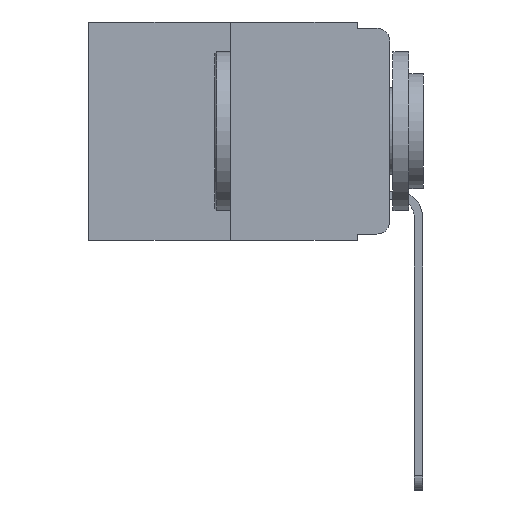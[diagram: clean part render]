
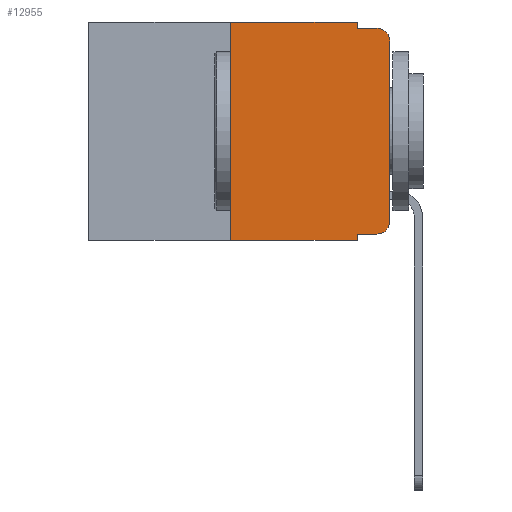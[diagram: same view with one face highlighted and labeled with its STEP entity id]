
A CAD part, left-side view. The second image highlights one B-rep face of the part: STEP entity #12955.
In plain terms, the highlighted planar face has unit normal (-1, 0, 0).
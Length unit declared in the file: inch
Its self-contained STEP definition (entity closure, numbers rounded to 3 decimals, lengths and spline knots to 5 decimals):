
#235 = DIRECTION ( 'NONE',  ( 0., -1., 0. ) ) ;
#876 = CARTESIAN_POINT ( 'NONE',  ( 0., 0.051, -0.333 ) ) ;
#974 = LINE ( 'NONE', #5189, #14369 ) ;
#1250 = CARTESIAN_POINT ( 'NONE',  ( 0., 0., 0. ) ) ;
#2387 = DIRECTION ( 'NONE',  ( -1., 0., 0. ) ) ;
#2395 = CARTESIAN_POINT ( 'NONE',  ( 0., 0.473, 0. ) ) ;
#3197 = FACE_OUTER_BOUND ( 'NONE', #6728, .T. ) ;
#3441 = ORIENTED_EDGE ( 'NONE', *, *, #13276, .T. ) ;
#3636 = EDGE_CURVE ( 'NONE', #22345, #16435, #11796, .T. ) ;
#3822 = VECTOR ( 'NONE', #19374, 39.37008 ) ;
#4422 = VERTEX_POINT ( 'NONE', #16850 ) ;
#4930 = DIRECTION ( 'NONE',  ( 0., 0., -1. ) ) ;
#5189 = CARTESIAN_POINT ( 'NONE',  ( 0., 0.25, 0. ) ) ;
#5230 = LINE ( 'NONE', #23605, #7894 ) ;
#5509 = ORIENTED_EDGE ( 'NONE', *, *, #17722, .T. ) ;
#6190 = VECTOR ( 'NONE', #6544, 39.37008 ) ;
#6544 = DIRECTION ( 'NONE',  ( 0., -1., 0. ) ) ;
#6728 = EDGE_LOOP ( 'NONE', ( #15288, #20684, #18161, #11729, #18819, #14919, #23120, #21698, #5509, #3441 ) ) ;
#6924 = AXIS2_PLACEMENT_3D ( 'NONE', #13780, #2387, #17370 ) ;
#6999 = EDGE_CURVE ( 'NONE', #12317, #4422, #12467, .T. ) ;
#7669 = VECTOR ( 'NONE', #235, 39.37008 ) ;
#7894 = VECTOR ( 'NONE', #12508, 39.37008 ) ;
#8222 = CIRCLE ( 'NONE', #6924, 0.02 ) ;
#8361 = EDGE_CURVE ( 'NONE', #18428, #16435, #12409, .T. ) ;
#8558 = CARTESIAN_POINT ( 'NONE',  ( 0., 0.051, -0.01 ) ) ;
#9023 = PLANE ( 'NONE',  #14231 ) ;
#9095 = CARTESIAN_POINT ( 'NONE',  ( 0., 0.473, 0. ) ) ;
#9273 = EDGE_CURVE ( 'NONE', #10623, #18715, #5230, .T. ) ;
#9280 = DIRECTION ( 'NONE',  ( 0., 0., -1. ) ) ;
#9502 = CIRCLE ( 'NONE', #13897, 0.02 ) ;
#9643 = LINE ( 'NONE', #16836, #12290 ) ;
#10623 = VERTEX_POINT ( 'NONE', #8558 ) ;
#10695 = LINE ( 'NONE', #2395, #3822 ) ;
#11162 = DIRECTION ( 'NONE',  ( 0., 0., 1. ) ) ;
#11332 = DIRECTION ( 'NONE',  ( -1., 0., 0. ) ) ;
#11729 = ORIENTED_EDGE ( 'NONE', *, *, #15875, .F. ) ;
#11796 = LINE ( 'NONE', #14716, #7669 ) ;
#11837 = VECTOR ( 'NONE', #16663, 39.37008 ) ;
#12290 = VECTOR ( 'NONE', #9280, 39.37008 ) ;
#12317 = VERTEX_POINT ( 'NONE', #14515 ) ;
#12408 = EDGE_CURVE ( 'NONE', #4422, #18715, #9502, .T. ) ;
#12409 = LINE ( 'NONE', #22188, #17168 ) ;
#12467 = LINE ( 'NONE', #1250, #11837 ) ;
#12508 = DIRECTION ( 'NONE',  ( 0., -1., 0. ) ) ;
#12857 = VERTEX_POINT ( 'NONE', #22089 ) ;
#12955 = ADVANCED_FACE ( 'NONE', ( #3197 ), #9023, .F. ) ;
#13085 = DIRECTION ( 'NONE',  ( 0., 0., -1. ) ) ;
#13276 = EDGE_CURVE ( 'NONE', #12857, #12317, #8222, .T. ) ;
#13780 = CARTESIAN_POINT ( 'NONE',  ( 0., 0.02, -0.313 ) ) ;
#13897 = AXIS2_PLACEMENT_3D ( 'NONE', #24506, #11332, #13085 ) ;
#13974 = CARTESIAN_POINT ( 'NONE',  ( 0., 0.051, -0.333 ) ) ;
#14231 = AXIS2_PLACEMENT_3D ( 'NONE', #9095, #18648, #18313 ) ;
#14253 = LINE ( 'NONE', #876, #6190 ) ;
#14369 = VECTOR ( 'NONE', #11162, 39.37008 ) ;
#14515 = CARTESIAN_POINT ( 'NONE',  ( 0., 0., -0.313 ) ) ;
#14716 = CARTESIAN_POINT ( 'NONE',  ( 0., 0.473, -0.343 ) ) ;
#14759 = CARTESIAN_POINT ( 'NONE',  ( 0., 0.051, 0. ) ) ;
#14919 = ORIENTED_EDGE ( 'NONE', *, *, #15799, .F. ) ;
#15288 = ORIENTED_EDGE ( 'NONE', *, *, #6999, .T. ) ;
#15799 = EDGE_CURVE ( 'NONE', #22345, #20946, #974, .T. ) ;
#15875 = EDGE_CURVE ( 'NONE', #22460, #10623, #9643, .T. ) ;
#16435 = VERTEX_POINT ( 'NONE', #16683 ) ;
#16663 = DIRECTION ( 'NONE',  ( 0., 0., 1. ) ) ;
#16683 = CARTESIAN_POINT ( 'NONE',  ( 0., 0.051, -0.343 ) ) ;
#16836 = CARTESIAN_POINT ( 'NONE',  ( 0., 0.051, 0. ) ) ;
#16850 = CARTESIAN_POINT ( 'NONE',  ( 0., 0., -0.03 ) ) ;
#17168 = VECTOR ( 'NONE', #4930, 39.37008 ) ;
#17370 = DIRECTION ( 'NONE',  ( 0., 0., -1. ) ) ;
#17594 = EDGE_CURVE ( 'NONE', #20946, #22460, #10695, .T. ) ;
#17722 = EDGE_CURVE ( 'NONE', #18428, #12857, #14253, .T. ) ;
#18161 = ORIENTED_EDGE ( 'NONE', *, *, #9273, .F. ) ;
#18313 = DIRECTION ( 'NONE',  ( 0., 0., -1. ) ) ;
#18428 = VERTEX_POINT ( 'NONE', #13974 ) ;
#18648 = DIRECTION ( 'NONE',  ( 1., 0., 0. ) ) ;
#18715 = VERTEX_POINT ( 'NONE', #19501 ) ;
#18819 = ORIENTED_EDGE ( 'NONE', *, *, #17594, .F. ) ;
#19374 = DIRECTION ( 'NONE',  ( 0., -1., 0. ) ) ;
#19501 = CARTESIAN_POINT ( 'NONE',  ( 0., 0.02, -0.01 ) ) ;
#19895 = CARTESIAN_POINT ( 'NONE',  ( 0., 0.25, 0. ) ) ;
#20003 = CARTESIAN_POINT ( 'NONE',  ( 0., 0.25, -0.343 ) ) ;
#20684 = ORIENTED_EDGE ( 'NONE', *, *, #12408, .T. ) ;
#20946 = VERTEX_POINT ( 'NONE', #19895 ) ;
#21698 = ORIENTED_EDGE ( 'NONE', *, *, #8361, .F. ) ;
#22089 = CARTESIAN_POINT ( 'NONE',  ( 0., 0.02, -0.333 ) ) ;
#22188 = CARTESIAN_POINT ( 'NONE',  ( 0., 0.051, 0. ) ) ;
#22345 = VERTEX_POINT ( 'NONE', #20003 ) ;
#22460 = VERTEX_POINT ( 'NONE', #14759 ) ;
#23120 = ORIENTED_EDGE ( 'NONE', *, *, #3636, .T. ) ;
#23605 = CARTESIAN_POINT ( 'NONE',  ( 0., 0.051, -0.01 ) ) ;
#24506 = CARTESIAN_POINT ( 'NONE',  ( 0., 0.02, -0.03 ) ) ;
